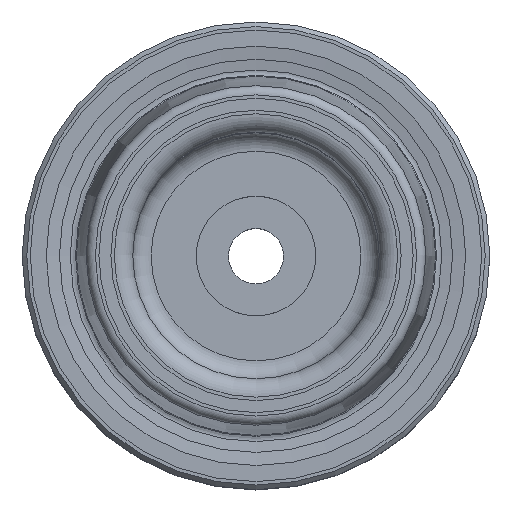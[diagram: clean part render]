
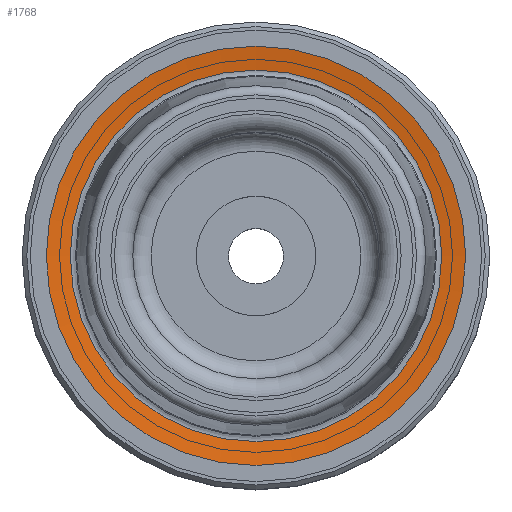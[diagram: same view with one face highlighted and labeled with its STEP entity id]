
A CAD part, top view. The second image highlights one B-rep face of the part: STEP entity #1768.
In plain terms, the highlighted conical face has half-angle 82 degrees and reference radius 8.062 mm.
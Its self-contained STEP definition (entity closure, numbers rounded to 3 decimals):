
#87=CONICAL_SURFACE('',#1940,8.062,1.431);
#221=ORIENTED_EDGE('',*,*,#358,.T.);
#222=ORIENTED_EDGE('',*,*,#362,.F.);
#358=EDGE_CURVE('',#457,#457,#556,.T.);
#362=EDGE_CURVE('',#461,#461,#560,.T.);
#457=VERTEX_POINT('',#2591);
#461=VERTEX_POINT('',#2602);
#556=CIRCLE('',#1932,9.102);
#560=CIRCLE('',#1939,8.062);
#716=EDGE_LOOP('',(#221));
#717=EDGE_LOOP('',(#222));
#914=FACE_BOUND('',#716,.T.);
#915=FACE_BOUND('',#717,.T.);
#1768=ADVANCED_FACE('',(#914,#915),#87,.F.);
#1932=AXIS2_PLACEMENT_3D('',#2590,#2251,#2252);
#1939=AXIS2_PLACEMENT_3D('',#2601,#2265,#2266);
#1940=AXIS2_PLACEMENT_3D('',#2603,#2267,#2268);
#2251=DIRECTION('',(0.,0.,1.));
#2252=DIRECTION('',(1.,0.,0.));
#2265=DIRECTION('',(0.,0.,1.));
#2266=DIRECTION('',(1.,0.,0.));
#2267=DIRECTION('',(0.,0.,1.));
#2268=DIRECTION('',(1.,0.,0.));
#2590=CARTESIAN_POINT('',(0.,0.,0.2));
#2591=CARTESIAN_POINT('',(9.102,0.,0.2));
#2601=CARTESIAN_POINT('',(0.,0.,0.054));
#2602=CARTESIAN_POINT('',(8.062,0.,0.054));
#2603=CARTESIAN_POINT('',(0.,0.,0.054));
